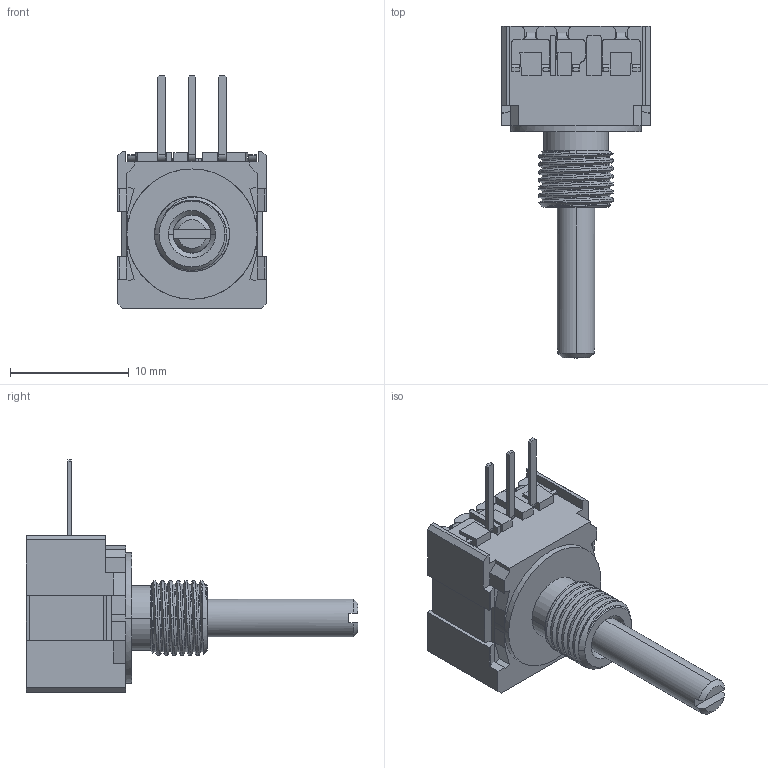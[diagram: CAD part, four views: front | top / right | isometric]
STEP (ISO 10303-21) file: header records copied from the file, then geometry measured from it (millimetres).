
FILE_DESCRIPTION((''),'2;1');
FILE_NAME('51CAD-E24','2014-09-16T',('RICKB'),('Bourns, Inc.'),'PRO/ENGINEER BY PARAMETRIC TECHNOLOGY CORPORATION, 2012230','PRO/ENGINEER BY PARAMETRIC TECHNOLOGY CORPORATION, 2012230','');
FILE_SCHEMA(('CONFIG_CONTROL_DESIGN'));
Length unit declared in the file: inch
Products named in the file (1): 51CAD-E24
Bounding box: 12.5 x 27.94 x 19.58 mm (x, y, z)
Volume: 1567.1 mm3; surface area: 1341.3 mm2
Topology: 1 solids, 6 shells, 597 faces, 1610 edges, 1046 vertices
Faces by surface type: plane 405, cylinder 104, extrusion 55, bspline 23, cone 10
Entity records: 21086 total; most frequent: CARTESIAN_POINT 6408, ORIENTED_EDGE 3220, DIRECTION 2676, EDGE_CURVE 1610, VECTOR 1246, LINE 1191, VERTEX_POINT 1046, AXIS2_PLACEMENT_3D 715
